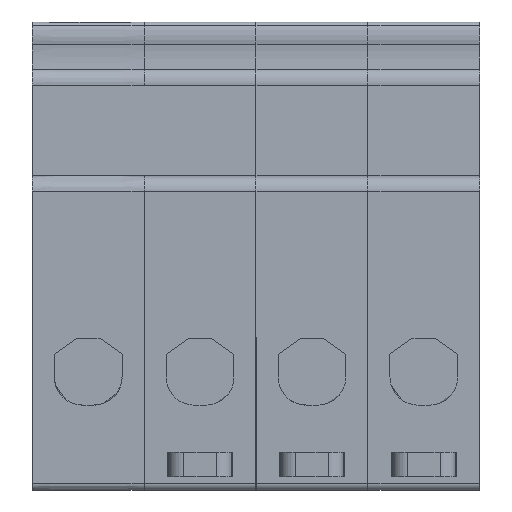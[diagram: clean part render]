
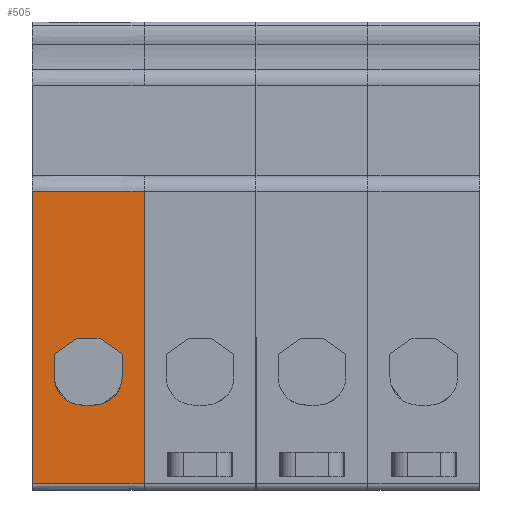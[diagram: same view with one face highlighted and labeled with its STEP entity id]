
A CAD part, front view. The second image highlights one B-rep face of the part: STEP entity #505.
In plain terms, the highlighted planar face has unit normal (0, -1, 0).
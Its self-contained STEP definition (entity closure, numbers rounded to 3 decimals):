
#458=AXIS2_PLACEMENT_3D('Plane Axis2P3D',#455,#456,#457) ;
#140=CARTESIAN_POINT('Vertex',(-18.7,-42.5,-50.5)) ;
#145=CARTESIAN_POINT('Line Origine',(-18.25,-42.5,-50.5)) ;
#149=CARTESIAN_POINT('Vertex',(-17.8,-42.5,-50.5)) ;
#185=CARTESIAN_POINT('Vertex',(-23.2,-42.5,-46.)) ;
#191=CARTESIAN_POINT('Control Point',(-23.2,-42.5,-46.)) ;
#192=CARTESIAN_POINT('Control Point',(-23.2,-42.5,-47.414)) ;
#193=CARTESIAN_POINT('Control Point',(-22.646,-42.5,-48.829)) ;
#194=CARTESIAN_POINT('Control Point',(-21.529,-42.5,-49.946)) ;
#195=CARTESIAN_POINT('Control Point',(-20.114,-42.5,-50.5)) ;
#196=CARTESIAN_POINT('Control Point',(-18.7,-42.5,-50.5)) ;
#222=CARTESIAN_POINT('Vertex',(-23.2,-42.5,-42.4)) ;
#227=CARTESIAN_POINT('Line Origine',(-23.2,-42.5,-44.2)) ;
#253=CARTESIAN_POINT('Vertex',(-19.7,-42.5,-39.9)) ;
#258=CARTESIAN_POINT('Line Origine',(-21.45,-42.5,-41.15)) ;
#284=CARTESIAN_POINT('Vertex',(-15.9,-42.5,-39.9)) ;
#289=CARTESIAN_POINT('Line Origine',(-17.8,-42.5,-39.9)) ;
#311=CARTESIAN_POINT('Line Origine',(-17.35,-42.5,-50.5)) ;
#315=CARTESIAN_POINT('Vertex',(-16.9,-42.5,-50.5)) ;
#391=CARTESIAN_POINT('Vertex',(-12.4,-42.5,-42.4)) ;
#394=CARTESIAN_POINT('Line Origine',(-14.15,-42.5,-41.15)) ;
#417=CARTESIAN_POINT('Control Point',(-16.9,-42.5,-50.5)) ;
#418=CARTESIAN_POINT('Control Point',(-15.486,-42.5,-50.5)) ;
#419=CARTESIAN_POINT('Control Point',(-14.071,-42.5,-49.946)) ;
#420=CARTESIAN_POINT('Control Point',(-12.953,-42.5,-48.829)) ;
#421=CARTESIAN_POINT('Control Point',(-12.4,-42.5,-47.414)) ;
#422=CARTESIAN_POINT('Control Point',(-12.4,-42.5,-46.)) ;
#423=CARTESIAN_POINT('Vertex',(-12.4,-42.5,-46.)) ;
#443=CARTESIAN_POINT('Line Origine',(-12.4,-42.5,-44.2)) ;
#455=CARTESIAN_POINT('Axis2P3D Location',(-8.9,-42.5,-16.5)) ;
#460=CARTESIAN_POINT('Line Origine',(-17.8,-42.5,-63.)) ;
#464=CARTESIAN_POINT('Vertex',(-8.9,-42.5,-63.)) ;
#466=CARTESIAN_POINT('Vertex',(-26.7,-42.5,-63.)) ;
#469=CARTESIAN_POINT('Line Origine',(-8.9,-42.5,-39.75)) ;
#473=CARTESIAN_POINT('Vertex',(-8.9,-42.5,-16.5)) ;
#476=CARTESIAN_POINT('Line Origine',(-17.8,-42.5,-16.5)) ;
#480=CARTESIAN_POINT('Vertex',(-26.7,-42.5,-16.5)) ;
#483=CARTESIAN_POINT('Line Origine',(-26.7,-42.5,-39.75)) ;
#146=DIRECTION('Vector Direction',(1.,0.,0.)) ;
#228=DIRECTION('Vector Direction',(0.,0.,-1.)) ;
#259=DIRECTION('Vector Direction',(-0.814,0.,-0.581)) ;
#290=DIRECTION('Vector Direction',(-1.,0.,0.)) ;
#312=DIRECTION('Vector Direction',(1.,0.,0.)) ;
#395=DIRECTION('Vector Direction',(-0.814,0.,0.581)) ;
#444=DIRECTION('Vector Direction',(0.,0.,1.)) ;
#456=DIRECTION('Axis2P3D Direction',(0.,1.,0.)) ;
#457=DIRECTION('Axis2P3D XDirection',(0.,0.,-1.)) ;
#461=DIRECTION('Vector Direction',(-1.,0.,0.)) ;
#470=DIRECTION('Vector Direction',(0.,0.,-1.)) ;
#477=DIRECTION('Vector Direction',(-1.,0.,0.)) ;
#484=DIRECTION('Vector Direction',(0.,0.,-1.)) ;
#147=VECTOR('Line Direction',#146,1.) ;
#229=VECTOR('Line Direction',#228,1.) ;
#260=VECTOR('Line Direction',#259,1.) ;
#291=VECTOR('Line Direction',#290,1.) ;
#313=VECTOR('Line Direction',#312,1.) ;
#396=VECTOR('Line Direction',#395,1.) ;
#445=VECTOR('Line Direction',#444,1.) ;
#462=VECTOR('Line Direction',#461,1.) ;
#471=VECTOR('Line Direction',#470,1.) ;
#478=VECTOR('Line Direction',#477,1.) ;
#485=VECTOR('Line Direction',#484,1.) ;
#489=ORIENTED_EDGE('',*,*,#468,.F.) ;
#490=ORIENTED_EDGE('',*,*,#475,.F.) ;
#491=ORIENTED_EDGE('',*,*,#482,.T.) ;
#492=ORIENTED_EDGE('',*,*,#487,.F.) ;
#495=ORIENTED_EDGE('',*,*,#317,.F.) ;
#496=ORIENTED_EDGE('',*,*,#151,.F.) ;
#497=ORIENTED_EDGE('',*,*,#197,.F.) ;
#498=ORIENTED_EDGE('',*,*,#231,.F.) ;
#499=ORIENTED_EDGE('',*,*,#262,.F.) ;
#500=ORIENTED_EDGE('',*,*,#293,.F.) ;
#501=ORIENTED_EDGE('',*,*,#398,.F.) ;
#502=ORIENTED_EDGE('',*,*,#447,.F.) ;
#503=ORIENTED_EDGE('',*,*,#425,.F.) ;
#504=FACE_BOUND('',#494,.T.) ;
#505=ADVANCED_FACE('PartBody',(#493,#504),#459,.F.) ;
#190=B_SPLINE_CURVE_WITH_KNOTS('',5,(#191,#192,#193,#194,#195,#196),.UNSPECIFIED.,.F.,.U.,(6,6),(19.602,26.671),.UNSPECIFIED.) ;
#416=B_SPLINE_CURVE_WITH_KNOTS('',5,(#417,#418,#419,#420,#421,#422),.UNSPECIFIED.,.F.,.U.,(6,6),(28.471,35.539),.UNSPECIFIED.) ;
#151=EDGE_CURVE('',#141,#150,#148,.T.) ;
#197=EDGE_CURVE('',#186,#141,#190,.T.) ;
#231=EDGE_CURVE('',#223,#186,#230,.T.) ;
#262=EDGE_CURVE('',#254,#223,#261,.T.) ;
#293=EDGE_CURVE('',#285,#254,#292,.T.) ;
#317=EDGE_CURVE('',#150,#316,#314,.T.) ;
#398=EDGE_CURVE('',#392,#285,#397,.T.) ;
#425=EDGE_CURVE('',#316,#424,#416,.T.) ;
#447=EDGE_CURVE('',#424,#392,#446,.T.) ;
#468=EDGE_CURVE('',#465,#467,#463,.T.) ;
#475=EDGE_CURVE('',#474,#465,#472,.T.) ;
#482=EDGE_CURVE('',#474,#481,#479,.T.) ;
#487=EDGE_CURVE('',#467,#481,#486,.F.) ;
#488=EDGE_LOOP('',(#489,#490,#491,#492)) ;
#494=EDGE_LOOP('',(#495,#496,#497,#498,#499,#500,#501,#502,#503)) ;
#493=FACE_OUTER_BOUND('',#488,.T.) ;
#148=LINE('Line',#145,#147) ;
#230=LINE('Line',#227,#229) ;
#261=LINE('Line',#258,#260) ;
#292=LINE('Line',#289,#291) ;
#314=LINE('Line',#311,#313) ;
#397=LINE('Line',#394,#396) ;
#446=LINE('Line',#443,#445) ;
#463=LINE('Line',#460,#462) ;
#472=LINE('Line',#469,#471) ;
#479=LINE('Line',#476,#478) ;
#486=LINE('Line',#483,#485) ;
#459=PLANE('',#458) ;
#141=VERTEX_POINT('',#140) ;
#150=VERTEX_POINT('',#149) ;
#186=VERTEX_POINT('',#185) ;
#223=VERTEX_POINT('',#222) ;
#254=VERTEX_POINT('',#253) ;
#285=VERTEX_POINT('',#284) ;
#316=VERTEX_POINT('',#315) ;
#392=VERTEX_POINT('',#391) ;
#424=VERTEX_POINT('',#423) ;
#465=VERTEX_POINT('',#464) ;
#467=VERTEX_POINT('',#466) ;
#474=VERTEX_POINT('',#473) ;
#481=VERTEX_POINT('',#480) ;
